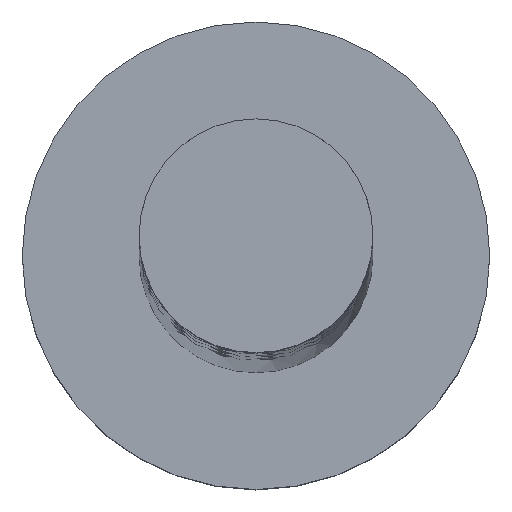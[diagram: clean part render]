
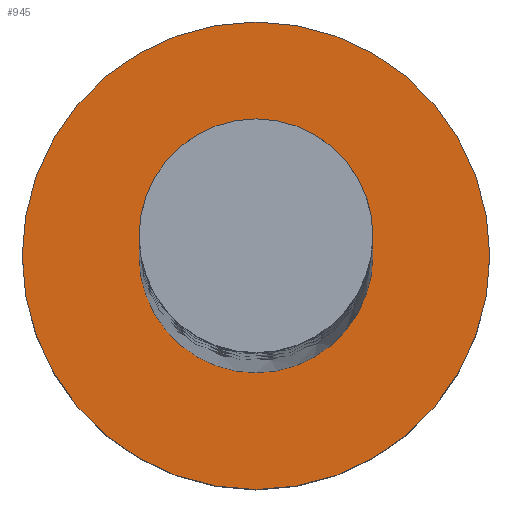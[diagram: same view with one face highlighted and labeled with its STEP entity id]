
A CAD part, top view. The second image highlights one B-rep face of the part: STEP entity #945.
In plain terms, the highlighted planar face has unit normal (0, 0, 1).
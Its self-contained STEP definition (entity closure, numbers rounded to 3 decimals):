
#5 = VERTEX_POINT ( 'NONE', #1454 ) ;
#14 = ORIENTED_EDGE ( 'NONE', *, *, #1242, .F. ) ;
#15 = DIRECTION ( 'NONE',  ( 1., 0., 0. ) ) ;
#95 = VERTEX_POINT ( 'NONE', #701 ) ;
#165 = CARTESIAN_POINT ( 'NONE',  ( 0., 0., 2. ) ) ;
#180 = DIRECTION ( 'NONE',  ( 1., 0., 0. ) ) ;
#199 = DIRECTION ( 'NONE',  ( 0., 0., 1. ) ) ;
#210 = EDGE_LOOP ( 'NONE', ( #14, #913 ) ) ;
#313 = EDGE_CURVE ( 'NONE', #5, #1233, #467, .T. ) ;
#318 = AXIS2_PLACEMENT_3D ( 'NONE', #1475, #199, #653 ) ;
#335 = CARTESIAN_POINT ( 'NONE',  ( 0., 0., 2. ) ) ;
#351 = CIRCLE ( 'NONE', #592, 2. ) ;
#358 = ORIENTED_EDGE ( 'NONE', *, *, #313, .T. ) ;
#360 = DIRECTION ( 'NONE',  ( 1., 0., 0. ) ) ;
#391 = AXIS2_PLACEMENT_3D ( 'NONE', #165, #629, #180 ) ;
#402 = DIRECTION ( 'NONE',  ( 1., 0., 0. ) ) ;
#456 = DIRECTION ( 'NONE',  ( 0., 0., 1. ) ) ;
#467 = CIRCLE ( 'NONE', #318, 2. ) ;
#474 = PLANE ( 'NONE',  #1262 ) ;
#586 = VERTEX_POINT ( 'NONE', #738 ) ;
#592 = AXIS2_PLACEMENT_3D ( 'NONE', #1436, #982, #402 ) ;
#629 = DIRECTION ( 'NONE',  ( 0., 0., 1. ) ) ;
#653 = DIRECTION ( 'NONE',  ( 1., 0., 0. ) ) ;
#657 = AXIS2_PLACEMENT_3D ( 'NONE', #933, #456, #360 ) ;
#701 = CARTESIAN_POINT ( 'NONE',  ( 1., 0., 2. ) ) ;
#738 = CARTESIAN_POINT ( 'NONE',  ( -1., 0., 2. ) ) ;
#873 = FACE_BOUND ( 'NONE', #210, .T. ) ;
#895 = CIRCLE ( 'NONE', #391, 1. ) ;
#897 = EDGE_LOOP ( 'NONE', ( #358, #1283 ) ) ;
#913 = ORIENTED_EDGE ( 'NONE', *, *, #960, .F. ) ;
#933 = CARTESIAN_POINT ( 'NONE',  ( 0., 0., 2. ) ) ;
#945 = ADVANCED_FACE ( 'NONE', ( #873, #1133 ), #474, .T. ) ;
#960 = EDGE_CURVE ( 'NONE', #95, #586, #1309, .T. ) ;
#982 = DIRECTION ( 'NONE',  ( 0., 0., 1. ) ) ;
#1082 = CARTESIAN_POINT ( 'NONE',  ( 2., 0., 2. ) ) ;
#1133 = FACE_OUTER_BOUND ( 'NONE', #897, .T. ) ;
#1224 = DIRECTION ( 'NONE',  ( 0., 0., 1. ) ) ;
#1233 = VERTEX_POINT ( 'NONE', #1082 ) ;
#1242 = EDGE_CURVE ( 'NONE', #586, #95, #895, .T. ) ;
#1262 = AXIS2_PLACEMENT_3D ( 'NONE', #335, #1224, #15 ) ;
#1283 = ORIENTED_EDGE ( 'NONE', *, *, #1316, .T. ) ;
#1309 = CIRCLE ( 'NONE', #657, 1. ) ;
#1316 = EDGE_CURVE ( 'NONE', #1233, #5, #351, .T. ) ;
#1436 = CARTESIAN_POINT ( 'NONE',  ( 0., 0., 2. ) ) ;
#1454 = CARTESIAN_POINT ( 'NONE',  ( -2., 0., 2. ) ) ;
#1475 = CARTESIAN_POINT ( 'NONE',  ( 0., 0., 2. ) ) ;
